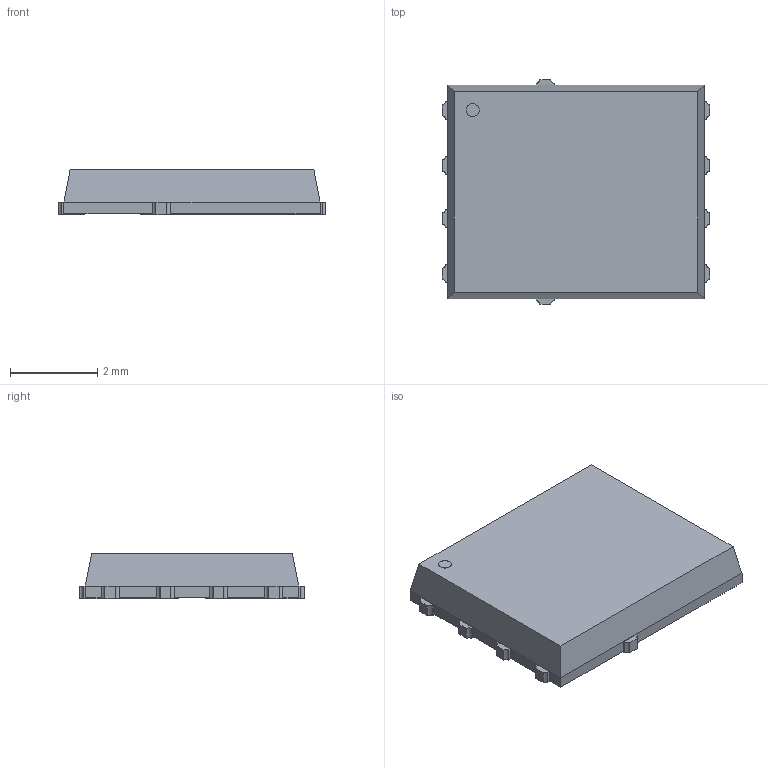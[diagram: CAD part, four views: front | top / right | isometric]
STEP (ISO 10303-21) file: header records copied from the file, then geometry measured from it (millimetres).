
FILE_DESCRIPTION(/* description */ (''),/* implementation_level */ '2;1');
FILE_NAME(/* name */ 'PowerPAK SO-8 (D).step',/* time_stamp */ '2020-12-26T13:37:29+02:00',/* author */ (''),/* organization */ (''),/* preprocessor_version */ 'ST-DEVELOPER v18.1',/* originating_system */ 'Autodesk Translation Framework v9.3.0.1241',/* authorisation */ '');
FILE_SCHEMA (('AUTOMOTIVE_DESIGN { 1 0 10303 214 3 1 1 }'));
Length unit declared in the file: millimetre
Products named in the file (1): (Unsaved)
Bounding box: 6.15 x 5.15 x 1.04 mm (x, y, z)
Volume: 28.6 mm3; surface area: 78.7 mm2
Topology: 1 solids, 1 shells, 100 faces, 287 edges, 190 vertices
Faces by surface type: plane 79, cylinder 21
Full cylindrical faces by diameter (mm): 0.3 x1
Entity records: 3395 total; most frequent: CARTESIAN_POINT 578, ORIENTED_EDGE 574, DIRECTION 531, EDGE_CURVE 287, LINE 245, VECTOR 245, VERTEX_POINT 190, AXIS2_PLACEMENT_3D 143
